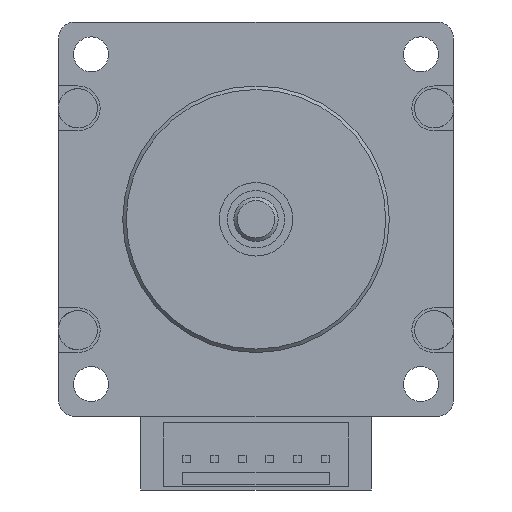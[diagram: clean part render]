
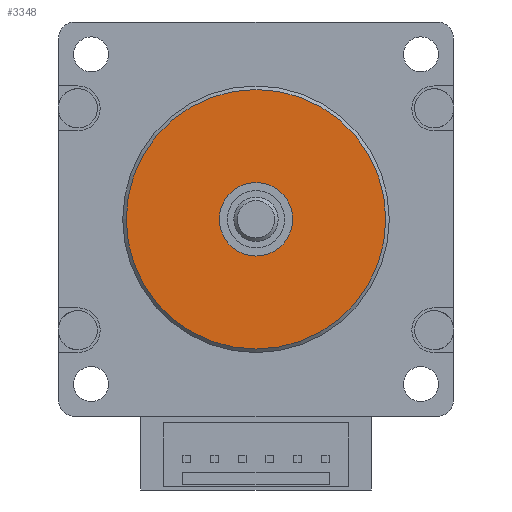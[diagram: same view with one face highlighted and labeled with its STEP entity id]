
A CAD part, left-side view. The second image highlights one B-rep face of the part: STEP entity #3348.
In plain terms, the highlighted planar face has unit normal (-1, 0, 0).
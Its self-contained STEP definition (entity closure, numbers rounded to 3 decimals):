
#46=FACE_BOUND('',#499,.T.);
#149=PLANE('',#3655);
#304=FACE_OUTER_BOUND('',#498,.T.);
#498=EDGE_LOOP('',(#2743));
#499=EDGE_LOOP('',(#2744,#2745));
#1268=CIRCLE('',#3642,5.25);
#1269=CIRCLE('',#3643,5.25);
#1274=CIRCLE('',#3651,18.55);
#1544=VERTEX_POINT('',#5375);
#1545=VERTEX_POINT('',#5376);
#1550=VERTEX_POINT('',#5392);
#1954=EDGE_CURVE('',#1544,#1545,#1268,.T.);
#1955=EDGE_CURVE('',#1545,#1544,#1269,.T.);
#1962=EDGE_CURVE('',#1550,#1550,#1274,.T.);
#2743=ORIENTED_EDGE('',*,*,#1962,.F.);
#2744=ORIENTED_EDGE('',*,*,#1954,.T.);
#2745=ORIENTED_EDGE('',*,*,#1955,.T.);
#3348=ADVANCED_FACE('',(#304,#46),#149,.T.);
#3642=AXIS2_PLACEMENT_3D('',#5377,#4427,#4428);
#3643=AXIS2_PLACEMENT_3D('',#5378,#4429,#4430);
#3651=AXIS2_PLACEMENT_3D('',#5393,#4447,#4448);
#3655=AXIS2_PLACEMENT_3D('',#5401,#4457,#4458);
#4427=DIRECTION('center_axis',(1.,0.,0.));
#4428=DIRECTION('ref_axis',(0.,-1.,0.));
#4429=DIRECTION('center_axis',(1.,0.,0.));
#4430=DIRECTION('ref_axis',(0.,-1.,0.));
#4447=DIRECTION('center_axis',(1.,0.,0.));
#4448=DIRECTION('ref_axis',(0.,1.,0.));
#4457=DIRECTION('center_axis',(-1.,0.,0.));
#4458=DIRECTION('ref_axis',(0.,-1.,0.));
#5375=CARTESIAN_POINT('',(-6.6,-5.25,0.));
#5376=CARTESIAN_POINT('',(-6.6,5.25,0.));
#5377=CARTESIAN_POINT('Origin',(-6.6,0.,0.));
#5378=CARTESIAN_POINT('Origin',(-6.6,0.,0.));
#5392=CARTESIAN_POINT('',(-6.6,-18.55,0.));
#5393=CARTESIAN_POINT('Origin',(-6.6,0.,0.));
#5401=CARTESIAN_POINT('Origin',(-6.6,0.,0.));
